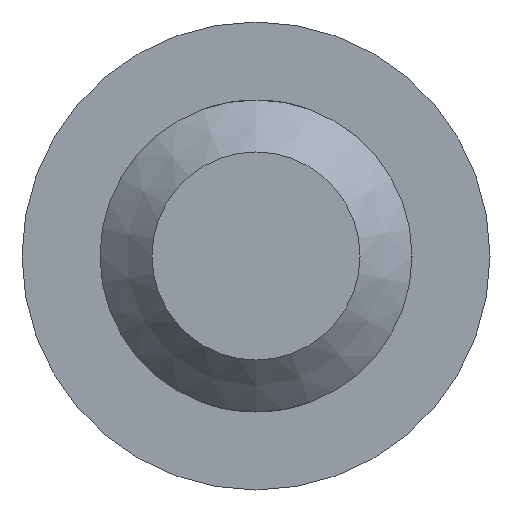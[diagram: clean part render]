
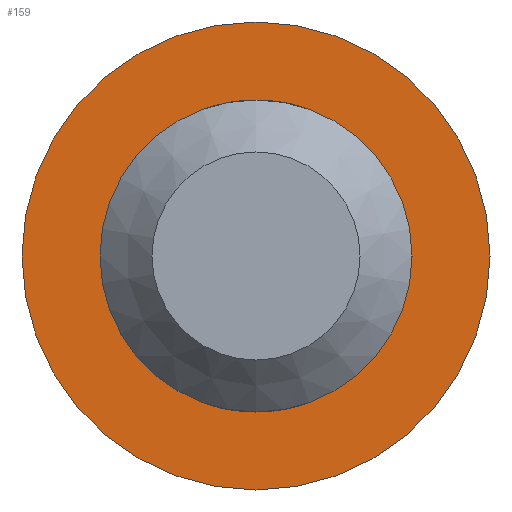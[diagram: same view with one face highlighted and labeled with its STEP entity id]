
A CAD part, left-side view. The second image highlights one B-rep face of the part: STEP entity #159.
In plain terms, the highlighted planar face has unit normal (-1, 0, 0).
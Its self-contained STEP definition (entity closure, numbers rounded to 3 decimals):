
#6 = CARTESIAN_POINT ( 'NONE',  ( 18., 0., 0. ) ) ;
#9 = VERTEX_POINT ( 'NONE', #260 ) ;
#30 = PLANE ( 'NONE',  #255 ) ;
#58 = CIRCLE ( 'NONE', #137, 3. ) ;
#64 = FACE_OUTER_BOUND ( 'NONE', #231, .T. ) ;
#66 = DIRECTION ( 'NONE',  ( 1., 0., 0. ) ) ;
#74 = DIRECTION ( 'NONE',  ( -1., 0., 0. ) ) ;
#79 = CARTESIAN_POINT ( 'NONE',  ( 18., 0., 4.5 ) ) ;
#87 = DIRECTION ( 'NONE',  ( -1., 0., 0. ) ) ;
#104 = CIRCLE ( 'NONE', #114, 4.5 ) ;
#114 = AXIS2_PLACEMENT_3D ( 'NONE', #221, #74, #116 ) ;
#116 = DIRECTION ( 'NONE',  ( 0., 0., 1. ) ) ;
#129 = DIRECTION ( 'NONE',  ( 0., 0., -1. ) ) ;
#137 = AXIS2_PLACEMENT_3D ( 'NONE', #6, #87, #253 ) ;
#140 = ORIENTED_EDGE ( 'NONE', *, *, #267, .T. ) ;
#153 = FACE_BOUND ( 'NONE', #183, .T. ) ;
#159 = ADVANCED_FACE ( 'NONE', ( #153, #64 ), #30, .F. ) ;
#164 = VERTEX_POINT ( 'NONE', #79 ) ;
#174 = EDGE_CURVE ( 'NONE', #9, #9, #58, .T. ) ;
#183 = EDGE_LOOP ( 'NONE', ( #227 ) ) ;
#221 = CARTESIAN_POINT ( 'NONE',  ( 18., 0., 0. ) ) ;
#227 = ORIENTED_EDGE ( 'NONE', *, *, #174, .F. ) ;
#231 = EDGE_LOOP ( 'NONE', ( #140 ) ) ;
#235 = CARTESIAN_POINT ( 'NONE',  ( 18., 4.5, 0. ) ) ;
#253 = DIRECTION ( 'NONE',  ( 0., 0., 1. ) ) ;
#255 = AXIS2_PLACEMENT_3D ( 'NONE', #235, #66, #129 ) ;
#260 = CARTESIAN_POINT ( 'NONE',  ( 18., 0., 3. ) ) ;
#267 = EDGE_CURVE ( 'NONE', #164, #164, #104, .T. ) ;
